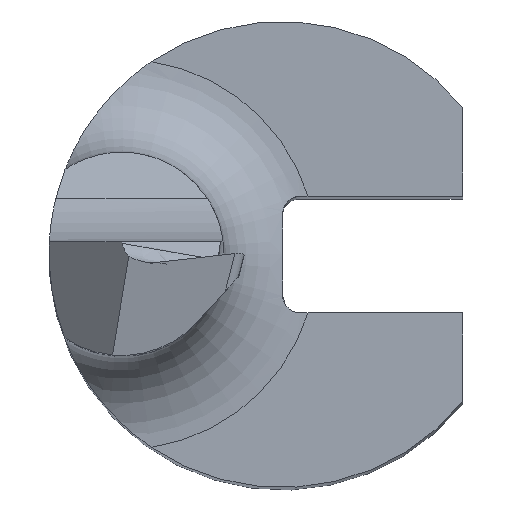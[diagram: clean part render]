
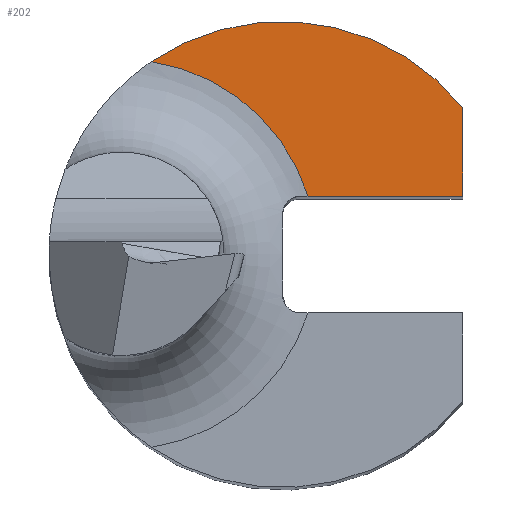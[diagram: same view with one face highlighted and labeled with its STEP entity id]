
A CAD part, top view. The second image highlights one B-rep face of the part: STEP entity #202.
In plain terms, the highlighted planar face has unit normal (0, 0, 1).
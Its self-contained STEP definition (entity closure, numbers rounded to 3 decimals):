
#24 = AXIS2_PLACEMENT_3D ( 'NONE', #301, #203, #207 ) ;
#57 = CIRCLE ( 'NONE', #1011, 1.675 ) ;
#90 = EDGE_CURVE ( 'NONE', #370, #608, #936, .T. ) ;
#153 = DIRECTION ( 'NONE',  ( 1., 0., 0. ) ) ;
#173 = VECTOR ( 'NONE', #153, 1000. ) ;
#202 = ADVANCED_FACE ( 'NONE', ( #673 ), #408, .F. ) ;
#203 = DIRECTION ( 'NONE',  ( 0., 0., -1. ) ) ;
#206 = CARTESIAN_POINT ( 'NONE',  ( 1.55, 0.5, 13.749 ) ) ;
#207 = DIRECTION ( 'NONE',  ( -1., 0., 0. ) ) ;
#220 = VECTOR ( 'NONE', #417, 1000. ) ;
#279 = ORIENTED_EDGE ( 'NONE', *, *, #698, .T. ) ;
#281 = EDGE_CURVE ( 'NONE', #891, #1006, #697, .T. ) ;
#301 = CARTESIAN_POINT ( 'NONE',  ( 0., 0., 13.749 ) ) ;
#313 = DIRECTION ( 'NONE',  ( 0., 0., -1. ) ) ;
#370 = VERTEX_POINT ( 'NONE', #508 ) ;
#394 = EDGE_LOOP ( 'NONE', ( #279, #595, #801, #985 ) ) ;
#408 = PLANE ( 'NONE',  #996 ) ;
#417 = DIRECTION ( 'NONE',  ( 0., -1., 0. ) ) ;
#482 = CARTESIAN_POINT ( 'NONE',  ( 1.55, 1.264, 13.749 ) ) ;
#502 = CARTESIAN_POINT ( 'NONE',  ( 0.224, 0.5, 13.749 ) ) ;
#508 = CARTESIAN_POINT ( 'NONE',  ( -1.122, 1.656, 13.749 ) ) ;
#512 = CARTESIAN_POINT ( 'NONE',  ( -1.375, 0., 13.749 ) ) ;
#595 = ORIENTED_EDGE ( 'NONE', *, *, #281, .T. ) ;
#608 = VERTEX_POINT ( 'NONE', #482 ) ;
#673 = FACE_OUTER_BOUND ( 'NONE', #394, .T. ) ;
#697 = LINE ( 'NONE', #944, #173 ) ;
#698 = EDGE_CURVE ( 'NONE', #370, #891, #57, .T. ) ;
#757 = CARTESIAN_POINT ( 'NONE',  ( -1.375, 0., 13.749 ) ) ;
#797 = DIRECTION ( 'NONE',  ( 0., 0., -1. ) ) ;
#801 = ORIENTED_EDGE ( 'NONE', *, *, #905, .F. ) ;
#891 = VERTEX_POINT ( 'NONE', #502 ) ;
#905 = EDGE_CURVE ( 'NONE', #608, #1006, #950, .T. ) ;
#927 = DIRECTION ( 'NONE',  ( -1., 0., 0. ) ) ;
#936 = CIRCLE ( 'NONE', #24, 2. ) ;
#937 = DIRECTION ( 'NONE',  ( -1., 0., 0. ) ) ;
#944 = CARTESIAN_POINT ( 'NONE',  ( -1.375, 0.5, 13.749 ) ) ;
#950 = LINE ( 'NONE', #1025, #220 ) ;
#985 = ORIENTED_EDGE ( 'NONE', *, *, #90, .F. ) ;
#996 = AXIS2_PLACEMENT_3D ( 'NONE', #757, #313, #927 ) ;
#1006 = VERTEX_POINT ( 'NONE', #206 ) ;
#1011 = AXIS2_PLACEMENT_3D ( 'NONE', #512, #797, #937 ) ;
#1025 = CARTESIAN_POINT ( 'NONE',  ( 1.55, -2., 13.749 ) ) ;
